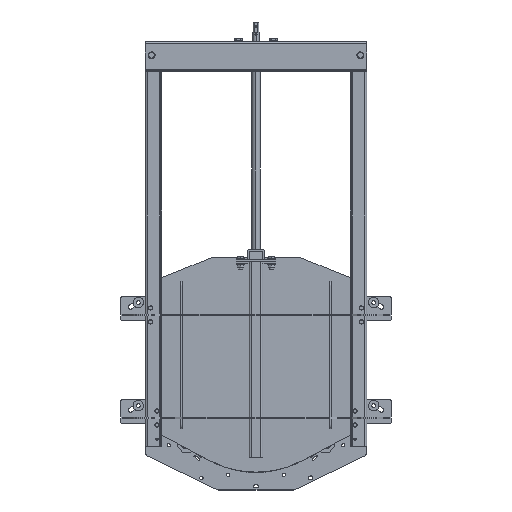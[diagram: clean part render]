
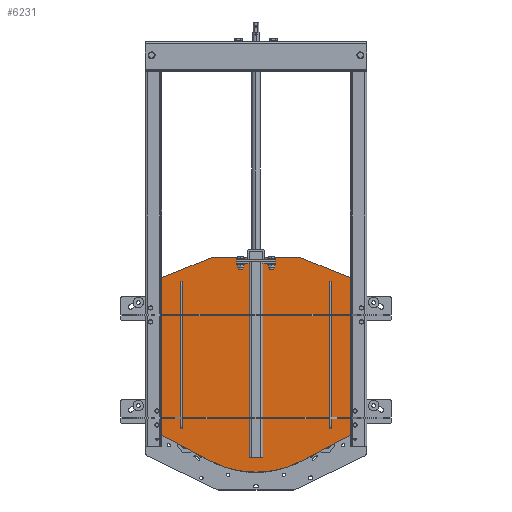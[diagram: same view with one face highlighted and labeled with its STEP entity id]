
A CAD part, top view. The second image highlights one B-rep face of the part: STEP entity #6231.
In plain terms, the highlighted planar face has unit normal (0, 0, 1).
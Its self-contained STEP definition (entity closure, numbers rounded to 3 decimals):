
#21 = CARTESIAN_POINT ( 'NONE',  ( 306.5, 97.114, 29.5 ) ) ;
#114 = EDGE_CURVE ( 'NONE', #37074, #39952, #41181, .T. ) ;
#163 = ORIENTED_EDGE ( 'NONE', *, *, #114, .T. ) ;
#1219 = CIRCLE ( 'NONE', #10625, 3. ) ;
#1455 = CARTESIAN_POINT ( 'NONE',  ( -306.5, 518.558, 29.5 ) ) ;
#1731 = DIRECTION ( 'NONE',  ( -1., 0., 0. ) ) ;
#1798 = LINE ( 'NONE', #2460, #38593 ) ;
#1994 = VERTEX_POINT ( 'NONE', #9940 ) ;
#2230 = VECTOR ( 'NONE', #8884, 1000. ) ;
#2306 = CARTESIAN_POINT ( 'NONE',  ( 0., 249., 29.5 ) ) ;
#2460 = CARTESIAN_POINT ( 'NONE',  ( -309.5, 518.558, 29.5 ) ) ;
#2479 = DIRECTION ( 'NONE',  ( 1., 0., 0. ) ) ;
#2787 = EDGE_CURVE ( 'NONE', #29526, #8835, #18606, .T. ) ;
#2894 = EDGE_CURVE ( 'NONE', #7935, #31807, #4934, .T. ) ;
#2979 = ORIENTED_EDGE ( 'NONE', *, *, #36381, .T. ) ;
#2985 = VERTEX_POINT ( 'NONE', #9751 ) ;
#3247 = CIRCLE ( 'NONE', #16868, 3. ) ;
#3316 = CARTESIAN_POINT ( 'NONE',  ( -309.5, 515.558, 29.5 ) ) ;
#3538 = EDGE_CURVE ( 'NONE', #1994, #31581, #31761, .T. ) ;
#4093 = AXIS2_PLACEMENT_3D ( 'NONE', #2306, #24578, #27795 ) ;
#4247 = CARTESIAN_POINT ( 'NONE',  ( -309.5, 95.312, 29.5 ) ) ;
#4374 = CARTESIAN_POINT ( 'NONE',  ( -306.5, 515.558, 29.5 ) ) ;
#4664 = EDGE_CURVE ( 'NONE', #41102, #37586, #1798, .T. ) ;
#4934 = LINE ( 'NONE', #40753, #35757 ) ;
#5659 = DIRECTION ( 'NONE',  ( 0., -1., 0. ) ) ;
#5824 = DIRECTION ( 'NONE',  ( 1., 0., 0. ) ) ;
#6007 = ORIENTED_EDGE ( 'NONE', *, *, #37776, .T. ) ;
#6231 = ADVANCED_FACE ( 'NONE', ( #10593 ), #21362, .T. ) ;
#6809 = EDGE_CURVE ( 'NONE', #11395, #1994, #27536, .T. ) ;
#7935 = VERTEX_POINT ( 'NONE', #29816 ) ;
#7936 = AXIS2_PLACEMENT_3D ( 'NONE', #4374, #10782, #26813 ) ;
#7970 = CARTESIAN_POINT ( 'NONE',  ( 134.011, 579.359, 29.5 ) ) ;
#8395 = EDGE_LOOP ( 'NONE', ( #23442, #31211, #9116, #28110, #19432, #31170, #163, #11142, #41076, #29677, #22603, #24679, #6007, #23480, #34152, #2979 ) ) ;
#8835 = VERTEX_POINT ( 'NONE', #1455 ) ;
#8884 = DIRECTION ( 'NONE',  ( 0., 1., 0. ) ) ;
#9093 = VECTOR ( 'NONE', #32482, 1000. ) ;
#9116 = ORIENTED_EDGE ( 'NONE', *, *, #2894, .T. ) ;
#9453 = VECTOR ( 'NONE', #40048, 1000. ) ;
#9582 = LINE ( 'NONE', #27019, #30005 ) ;
#9751 = CARTESIAN_POINT ( 'NONE',  ( 309.5, 515.558, 29.5 ) ) ;
#9940 = CARTESIAN_POINT ( 'NONE',  ( 131.922, 0.892, 29.5 ) ) ;
#9954 = AXIS2_PLACEMENT_3D ( 'NONE', #19477, #25907, #5824 ) ;
#9964 = LINE ( 'NONE', #24195, #36327 ) ;
#10392 = DIRECTION ( 'NONE',  ( 0.883, 0.469, 0. ) ) ;
#10562 = DIRECTION ( 'NONE',  ( -0.927, -0.375, 0. ) ) ;
#10593 = FACE_OUTER_BOUND ( 'NONE', #8395, .T. ) ;
#10625 = AXIS2_PLACEMENT_3D ( 'NONE', #20824, #27270, #24184 ) ;
#10782 = DIRECTION ( 'NONE',  ( 0., 0., 1. ) ) ;
#11142 = ORIENTED_EDGE ( 'NONE', *, *, #11838, .T. ) ;
#11392 = CARTESIAN_POINT ( 'NONE',  ( 307.908, 94.466, 29.5 ) ) ;
#11395 = VERTEX_POINT ( 'NONE', #20038 ) ;
#11624 = LINE ( 'NONE', #21573, #2230 ) ;
#11838 = EDGE_CURVE ( 'NONE', #39952, #29526, #9582, .T. ) ;
#11932 = CARTESIAN_POINT ( 'NONE',  ( -307.908, 94.466, 29.5 ) ) ;
#12785 = VECTOR ( 'NONE', #1731, 1000. ) ;
#13467 = EDGE_CURVE ( 'NONE', #37586, #25142, #35292, .T. ) ;
#13826 = EDGE_CURVE ( 'NONE', #8835, #41102, #36249, .T. ) ;
#15095 = CARTESIAN_POINT ( 'NONE',  ( -306.5, 97.114, 29.5 ) ) ;
#15282 = AXIS2_PLACEMENT_3D ( 'NONE', #38496, #26015, #29211 ) ;
#15783 = CARTESIAN_POINT ( 'NONE',  ( 115.281, 583., 29.5 ) ) ;
#16868 = AXIS2_PLACEMENT_3D ( 'NONE', #21, #28553, #18889 ) ;
#17794 = EDGE_CURVE ( 'NONE', #32851, #37074, #9964, .T. ) ;
#18606 = LINE ( 'NONE', #37041, #12785 ) ;
#18889 = DIRECTION ( 'NONE',  ( 1., 0., 0. ) ) ;
#19432 = ORIENTED_EDGE ( 'NONE', *, *, #30024, .T. ) ;
#19477 = CARTESIAN_POINT ( 'NONE',  ( 115.281, 533., 29.5 ) ) ;
#19877 = DIRECTION ( 'NONE',  ( 1., 0., 0. ) ) ;
#20038 = CARTESIAN_POINT ( 'NONE',  ( -131.922, 0.892, 29.5 ) ) ;
#20824 = CARTESIAN_POINT ( 'NONE',  ( 306.5, 515.558, 29.5 ) ) ;
#20938 = CIRCLE ( 'NONE', #9954, 50. ) ;
#21362 = PLANE ( 'NONE',  #4093 ) ;
#21573 = CARTESIAN_POINT ( 'NONE',  ( 309.5, 518.558, 29.5 ) ) ;
#21604 = CARTESIAN_POINT ( 'NONE',  ( -115.281, 583., 29.5 ) ) ;
#22233 = CARTESIAN_POINT ( 'NONE',  ( -309.5, 97.114, 29.5 ) ) ;
#22603 = ORIENTED_EDGE ( 'NONE', *, *, #4664, .T. ) ;
#23363 = CARTESIAN_POINT ( 'NONE',  ( 309.5, 95.312, 29.5 ) ) ;
#23442 = ORIENTED_EDGE ( 'NONE', *, *, #30083, .T. ) ;
#23480 = ORIENTED_EDGE ( 'NONE', *, *, #6809, .T. ) ;
#24184 = DIRECTION ( 'NONE',  ( 1., 0., 0. ) ) ;
#24195 = CARTESIAN_POINT ( 'NONE',  ( 125., 583., 29.5 ) ) ;
#24578 = DIRECTION ( 'NONE',  ( 0., 0., 1. ) ) ;
#24679 = ORIENTED_EDGE ( 'NONE', *, *, #13467, .T. ) ;
#25142 = VERTEX_POINT ( 'NONE', #11932 ) ;
#25756 = EDGE_CURVE ( 'NONE', #2985, #7935, #1219, .T. ) ;
#25907 = DIRECTION ( 'NONE',  ( 0., 0., 1. ) ) ;
#26015 = DIRECTION ( 'NONE',  ( 0., 0., 1. ) ) ;
#26524 = CARTESIAN_POINT ( 'NONE',  ( -284.5, 518.558, 29.5 ) ) ;
#26813 = DIRECTION ( 'NONE',  ( 1., 0., 0. ) ) ;
#27019 = CARTESIAN_POINT ( 'NONE',  ( -125., 583., 29.5 ) ) ;
#27129 = DIRECTION ( 'NONE',  ( -1., 0., 0. ) ) ;
#27270 = DIRECTION ( 'NONE',  ( 0., 0., 1. ) ) ;
#27536 = CIRCLE ( 'NONE', #15282, 281. ) ;
#27795 = DIRECTION ( 'NONE',  ( 1., 0., 0. ) ) ;
#27911 = AXIS2_PLACEMENT_3D ( 'NONE', #36006, #32407, #19877 ) ;
#28110 = ORIENTED_EDGE ( 'NONE', *, *, #28271, .T. ) ;
#28174 = DIRECTION ( 'NONE',  ( -1., 0., 0. ) ) ;
#28271 = EDGE_CURVE ( 'NONE', #31807, #34767, #39284, .T. ) ;
#28553 = DIRECTION ( 'NONE',  ( 0., 0., 1. ) ) ;
#28984 = VERTEX_POINT ( 'NONE', #30857 ) ;
#29211 = DIRECTION ( 'NONE',  ( 1., 0., 0. ) ) ;
#29526 = VERTEX_POINT ( 'NONE', #26524 ) ;
#29677 = ORIENTED_EDGE ( 'NONE', *, *, #13826, .T. ) ;
#29816 = CARTESIAN_POINT ( 'NONE',  ( 306.5, 518.558, 29.5 ) ) ;
#30005 = VECTOR ( 'NONE', #10562, 1000. ) ;
#30024 = EDGE_CURVE ( 'NONE', #34767, #32851, #20938, .T. ) ;
#30083 = EDGE_CURVE ( 'NONE', #28984, #2985, #11624, .T. ) ;
#30256 = VECTOR ( 'NONE', #10392, 1000. ) ;
#30857 = CARTESIAN_POINT ( 'NONE',  ( 309.5, 97.114, 29.5 ) ) ;
#31170 = ORIENTED_EDGE ( 'NONE', *, *, #17794, .T. ) ;
#31211 = ORIENTED_EDGE ( 'NONE', *, *, #25756, .T. ) ;
#31581 = VERTEX_POINT ( 'NONE', #11392 ) ;
#31647 = AXIS2_PLACEMENT_3D ( 'NONE', #15095, #34441, #2479 ) ;
#31761 = LINE ( 'NONE', #23363, #30256 ) ;
#31807 = VERTEX_POINT ( 'NONE', #40417 ) ;
#32407 = DIRECTION ( 'NONE',  ( 0., 0., 1. ) ) ;
#32482 = DIRECTION ( 'NONE',  ( 0.883, -0.469, 0. ) ) ;
#32851 = VERTEX_POINT ( 'NONE', #15783 ) ;
#33894 = CARTESIAN_POINT ( 'NONE',  ( -134.011, 579.359, 29.5 ) ) ;
#34152 = ORIENTED_EDGE ( 'NONE', *, *, #3538, .T. ) ;
#34441 = DIRECTION ( 'NONE',  ( 0., 0., 1. ) ) ;
#34767 = VERTEX_POINT ( 'NONE', #7970 ) ;
#35292 = CIRCLE ( 'NONE', #31647, 3. ) ;
#35757 = VECTOR ( 'NONE', #28174, 1000. ) ;
#36006 = CARTESIAN_POINT ( 'NONE',  ( -115.281, 533., 29.5 ) ) ;
#36249 = CIRCLE ( 'NONE', #7936, 3. ) ;
#36327 = VECTOR ( 'NONE', #27129, 1000. ) ;
#36381 = EDGE_CURVE ( 'NONE', #31581, #28984, #3247, .T. ) ;
#37041 = CARTESIAN_POINT ( 'NONE',  ( -284.5, 518.558, 29.5 ) ) ;
#37074 = VERTEX_POINT ( 'NONE', #21604 ) ;
#37586 = VERTEX_POINT ( 'NONE', #22233 ) ;
#37776 = EDGE_CURVE ( 'NONE', #25142, #11395, #38450, .T. ) ;
#38450 = LINE ( 'NONE', #4247, #9093 ) ;
#38496 = CARTESIAN_POINT ( 'NONE',  ( 0., 249., 29.5 ) ) ;
#38593 = VECTOR ( 'NONE', #5659, 1000. ) ;
#39284 = LINE ( 'NONE', #40329, #9453 ) ;
#39952 = VERTEX_POINT ( 'NONE', #33894 ) ;
#40048 = DIRECTION ( 'NONE',  ( -0.927, 0.375, 0. ) ) ;
#40329 = CARTESIAN_POINT ( 'NONE',  ( 125., 583., 29.5 ) ) ;
#40417 = CARTESIAN_POINT ( 'NONE',  ( 284.5, 518.558, 29.5 ) ) ;
#40753 = CARTESIAN_POINT ( 'NONE',  ( 284.5, 518.558, 29.5 ) ) ;
#41076 = ORIENTED_EDGE ( 'NONE', *, *, #2787, .T. ) ;
#41102 = VERTEX_POINT ( 'NONE', #3316 ) ;
#41181 = CIRCLE ( 'NONE', #27911, 50. ) ;
